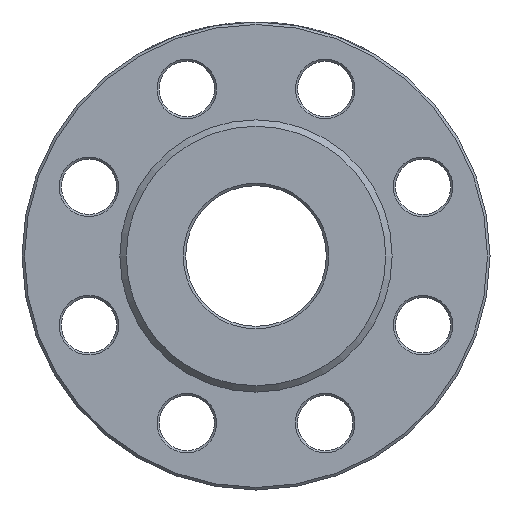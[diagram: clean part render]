
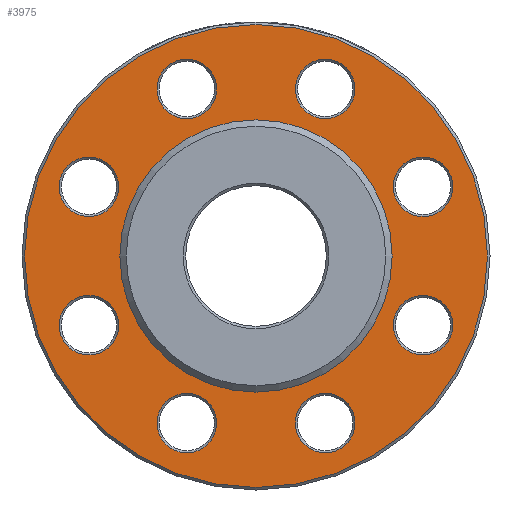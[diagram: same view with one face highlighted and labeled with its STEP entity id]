
A CAD part, left-side view. The second image highlights one B-rep face of the part: STEP entity #3975.
In plain terms, the highlighted planar face has unit normal (-1, 0, 0).
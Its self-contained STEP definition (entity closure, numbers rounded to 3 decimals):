
#101 = EDGE_LOOP ( 'NONE', ( #3573 ) ) ;
#176 = CIRCLE ( 'NONE', #3217, 14. ) ;
#216 = CIRCLE ( 'NONE', #1770, 64. ) ;
#307 = CARTESIAN_POINT ( 'NONE',  ( 3., 46.528, 78.53 ) ) ;
#328 = FACE_BOUND ( 'NONE', #3527, .T. ) ;
#418 = FACE_BOUND ( 'NONE', #3672, .T. ) ;
#421 = CARTESIAN_POINT ( 'NONE',  ( 3., 0., 64. ) ) ;
#455 = VERTEX_POINT ( 'NONE', #2181 ) ;
#488 = VERTEX_POINT ( 'NONE', #4486 ) ;
#574 = AXIS2_PLACEMENT_3D ( 'NONE', #4722, #855, #2983 ) ;
#584 = DIRECTION ( 'NONE',  ( 0., 0.707, 0.707 ) ) ;
#651 = EDGE_CURVE ( 'NONE', #4245, #4245, #5475, .T. ) ;
#714 = AXIS2_PLACEMENT_3D ( 'NONE', #4705, #802, #5256 ) ;
#802 = DIRECTION ( 'NONE',  ( 1., 0., 0. ) ) ;
#842 = EDGE_LOOP ( 'NONE', ( #937 ) ) ;
#855 = DIRECTION ( 'NONE',  ( 1., 0., 0. ) ) ;
#937 = ORIENTED_EDGE ( 'NONE', *, *, #2029, .T. ) ;
#949 = CIRCLE ( 'NONE', #1041, 14. ) ;
#956 = DIRECTION ( 'NONE',  ( 1., 0., 0. ) ) ;
#1041 = AXIS2_PLACEMENT_3D ( 'NONE', #4557, #5392, #1060 ) ;
#1060 = DIRECTION ( 'NONE',  ( 0., -0.707, -0.707 ) ) ;
#1075 = DIRECTION ( 'NONE',  ( 0., 0., -1. ) ) ;
#1103 = DIRECTION ( 'NONE',  ( 0., 0., 1. ) ) ;
#1137 = DIRECTION ( 'NONE',  ( 0., -1., 0. ) ) ;
#1215 = DIRECTION ( 'NONE',  ( 0., 0., 1. ) ) ;
#1222 = FACE_BOUND ( 'NONE', #1894, .T. ) ;
#1273 = CARTESIAN_POINT ( 'NONE',  ( 3., -78.53, 32.528 ) ) ;
#1301 = ORIENTED_EDGE ( 'NONE', *, *, #5384, .F. ) ;
#1406 = DIRECTION ( 'NONE',  ( -1., 0., 0. ) ) ;
#1574 = CARTESIAN_POINT ( 'NONE',  ( 3., 78.53, -32.528 ) ) ;
#1616 = CIRCLE ( 'NONE', #2842, 14. ) ;
#1640 = EDGE_CURVE ( 'NONE', #3898, #3898, #1616, .T. ) ;
#1743 = FACE_BOUND ( 'NONE', #4913, .T. ) ;
#1770 = AXIS2_PLACEMENT_3D ( 'NONE', #3235, #4192, #1103 ) ;
#1800 = ORIENTED_EDGE ( 'NONE', *, *, #2071, .T. ) ;
#1845 = EDGE_LOOP ( 'NONE', ( #2052 ) ) ;
#1875 = CARTESIAN_POINT ( 'NONE',  ( 3., 0., -108.8 ) ) ;
#1894 = EDGE_LOOP ( 'NONE', ( #3851 ) ) ;
#1906 = DIRECTION ( 'NONE',  ( 1., 0., 0. ) ) ;
#2019 = DIRECTION ( 'NONE',  ( 1., 0., 0. ) ) ;
#2029 = EDGE_CURVE ( 'NONE', #2682, #2682, #4383, .T. ) ;
#2051 = DIRECTION ( 'NONE',  ( 1., 0., 0. ) ) ;
#2052 = ORIENTED_EDGE ( 'NONE', *, *, #1640, .T. ) ;
#2071 = EDGE_CURVE ( 'NONE', #488, #488, #4741, .T. ) ;
#2085 = FACE_BOUND ( 'NONE', #1845, .T. ) ;
#2181 = CARTESIAN_POINT ( 'NONE',  ( 3., 78.53, -46.528 ) ) ;
#2235 = ORIENTED_EDGE ( 'NONE', *, *, #2864, .T. ) ;
#2296 = CIRCLE ( 'NONE', #5206, 108.8 ) ;
#2308 = EDGE_LOOP ( 'NONE', ( #3548 ) ) ;
#2323 = DIRECTION ( 'NONE',  ( 1., 0., 0. ) ) ;
#2498 = FACE_BOUND ( 'NONE', #3584, .T. ) ;
#2682 = VERTEX_POINT ( 'NONE', #4426 ) ;
#2716 = VERTEX_POINT ( 'NONE', #4911 ) ;
#2840 = CARTESIAN_POINT ( 'NONE',  ( 3., 32.528, 78.53 ) ) ;
#2842 = AXIS2_PLACEMENT_3D ( 'NONE', #1273, #2051, #1215 ) ;
#2864 = EDGE_CURVE ( 'NONE', #4849, #4849, #176, .T. ) ;
#2951 = EDGE_CURVE ( 'NONE', #3961, #3961, #2296, .T. ) ;
#2983 = DIRECTION ( 'NONE',  ( 0., 0., -1. ) ) ;
#3010 = PLANE ( 'NONE',  #574 ) ;
#3020 = CARTESIAN_POINT ( 'NONE',  ( 3., -78.53, -32.528 ) ) ;
#3158 = CIRCLE ( 'NONE', #5523, 14. ) ;
#3174 = CARTESIAN_POINT ( 'NONE',  ( 3., -22.629, 88.429 ) ) ;
#3217 = AXIS2_PLACEMENT_3D ( 'NONE', #4080, #956, #584 ) ;
#3229 = EDGE_LOOP ( 'NONE', ( #1301 ) ) ;
#3235 = CARTESIAN_POINT ( 'NONE',  ( 3., 0., 0. ) ) ;
#3441 = FACE_OUTER_BOUND ( 'NONE', #2308, .T. ) ;
#3474 = CARTESIAN_POINT ( 'NONE',  ( 3., -78.53, 46.528 ) ) ;
#3527 = EDGE_LOOP ( 'NONE', ( #2235 ) ) ;
#3539 = CARTESIAN_POINT ( 'NONE',  ( 3., 0., 0. ) ) ;
#3548 = ORIENTED_EDGE ( 'NONE', *, *, #2951, .T. ) ;
#3573 = ORIENTED_EDGE ( 'NONE', *, *, #4886, .T. ) ;
#3584 = EDGE_LOOP ( 'NONE', ( #3933 ) ) ;
#3603 = VERTEX_POINT ( 'NONE', #421 ) ;
#3672 = EDGE_LOOP ( 'NONE', ( #1800 ) ) ;
#3744 = DIRECTION ( 'NONE',  ( 0., 1., 0. ) ) ;
#3851 = ORIENTED_EDGE ( 'NONE', *, *, #651, .T. ) ;
#3898 = VERTEX_POINT ( 'NONE', #3474 ) ;
#3933 = ORIENTED_EDGE ( 'NONE', *, *, #4700, .T. ) ;
#3961 = VERTEX_POINT ( 'NONE', #1875 ) ;
#3975 = ADVANCED_FACE ( 'NONE', ( #418, #1222, #328, #2085, #5214, #5562, #2498, #1743, #3441, #4782 ), #3010, .F. ) ;
#3984 = ORIENTED_EDGE ( 'NONE', *, *, #5473, .T. ) ;
#3995 = DIRECTION ( 'NONE',  ( 0., 0., -1. ) ) ;
#4023 = CARTESIAN_POINT ( 'NONE',  ( 3., -46.528, -78.53 ) ) ;
#4080 = CARTESIAN_POINT ( 'NONE',  ( 3., -32.528, 78.53 ) ) ;
#4192 = DIRECTION ( 'NONE',  ( -1., 0., 0. ) ) ;
#4245 = VERTEX_POINT ( 'NONE', #307 ) ;
#4273 = DIRECTION ( 'NONE',  ( 0., -0.707, 0.707 ) ) ;
#4383 = CIRCLE ( 'NONE', #5666, 14. ) ;
#4426 = CARTESIAN_POINT ( 'NONE',  ( 3., -88.429, -22.629 ) ) ;
#4486 = CARTESIAN_POINT ( 'NONE',  ( 3., 88.429, 22.629 ) ) ;
#4557 = CARTESIAN_POINT ( 'NONE',  ( 3., 32.528, -78.53 ) ) ;
#4560 = AXIS2_PLACEMENT_3D ( 'NONE', #2840, #2323, #3744 ) ;
#4588 = CARTESIAN_POINT ( 'NONE',  ( 3., -32.528, -78.53 ) ) ;
#4700 = EDGE_CURVE ( 'NONE', #2716, #2716, #949, .T. ) ;
#4705 = CARTESIAN_POINT ( 'NONE',  ( 3., 78.53, 32.528 ) ) ;
#4722 = CARTESIAN_POINT ( 'NONE',  ( 3., 64., 0. ) ) ;
#4731 = DIRECTION ( 'NONE',  ( 1., 0., 0. ) ) ;
#4741 = CIRCLE ( 'NONE', #714, 14. ) ;
#4782 = FACE_BOUND ( 'NONE', #3229, .T. ) ;
#4849 = VERTEX_POINT ( 'NONE', #3174 ) ;
#4886 = EDGE_CURVE ( 'NONE', #5313, #5313, #3158, .T. ) ;
#4911 = CARTESIAN_POINT ( 'NONE',  ( 3., 22.629, -88.429 ) ) ;
#4913 = EDGE_LOOP ( 'NONE', ( #3984 ) ) ;
#5206 = AXIS2_PLACEMENT_3D ( 'NONE', #3539, #1406, #3995 ) ;
#5214 = FACE_BOUND ( 'NONE', #842, .T. ) ;
#5251 = AXIS2_PLACEMENT_3D ( 'NONE', #1574, #1906, #1075 ) ;
#5256 = DIRECTION ( 'NONE',  ( 0., 0.707, -0.707 ) ) ;
#5313 = VERTEX_POINT ( 'NONE', #4023 ) ;
#5384 = EDGE_CURVE ( 'NONE', #3603, #3603, #216, .T. ) ;
#5392 = DIRECTION ( 'NONE',  ( 1., 0., 0. ) ) ;
#5473 = EDGE_CURVE ( 'NONE', #455, #455, #5612, .T. ) ;
#5475 = CIRCLE ( 'NONE', #4560, 14. ) ;
#5523 = AXIS2_PLACEMENT_3D ( 'NONE', #4588, #2019, #1137 ) ;
#5562 = FACE_BOUND ( 'NONE', #101, .T. ) ;
#5612 = CIRCLE ( 'NONE', #5251, 14. ) ;
#5666 = AXIS2_PLACEMENT_3D ( 'NONE', #3020, #4731, #4273 ) ;
